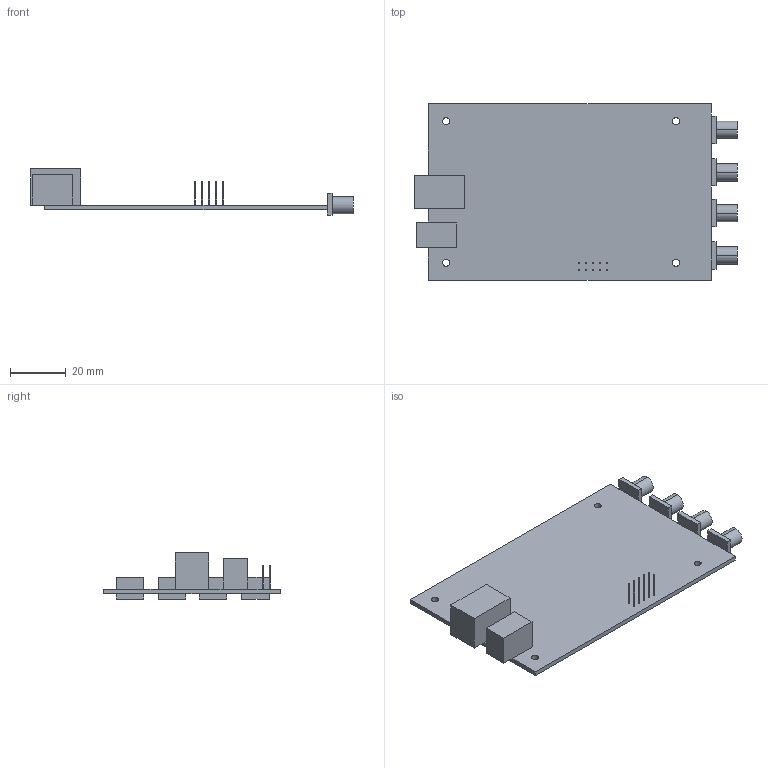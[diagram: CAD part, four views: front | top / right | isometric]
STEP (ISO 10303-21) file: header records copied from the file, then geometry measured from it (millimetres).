
FILE_DESCRIPTION (( 'STEP AP214' ), '1' );
FILE_NAME ('board.STEP', '2021-09-17T05:09:47', ( '' ), ( '' ), 'SwSTEP 2.0', 'SolidWorks 2021', '' );
FILE_SCHEMA (( 'AUTOMOTIVE_DESIGN' ));
Length unit declared in the file: millimetre
Products named in the file (1): board
Bounding box: 115.95 x 63.5 x 16.55 mm (x, y, z)
Volume: 16606.8 mm3; surface area: 16416.5 mm2
Topology: 1 solids, 1 shells, 100 faces, 232 edges, 148 vertices
Faces by surface type: plane 64, cylinder 36
Entity records: 3560 total; most frequent: DIRECTION 506, CARTESIAN_POINT 481, ORIENTED_EDGE 464, EDGE_CURVE 232, AXIS2_PLACEMENT_3D 173, LINE 160, VECTOR 160, VERTEX_POINT 148
